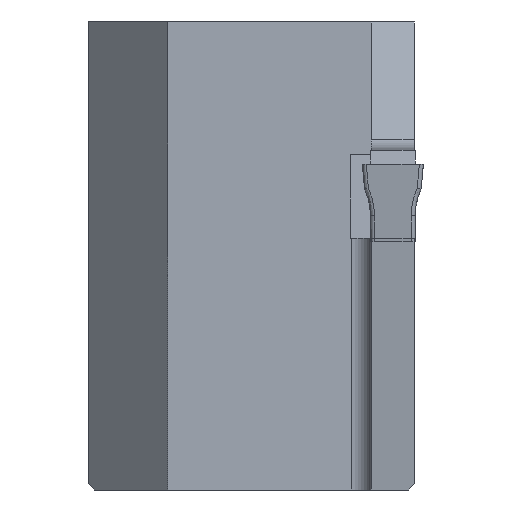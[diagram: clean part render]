
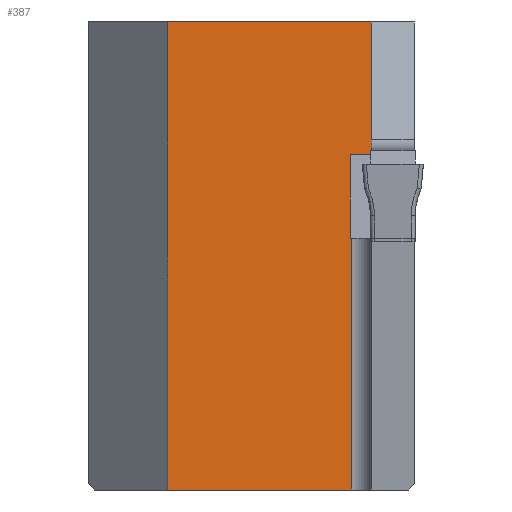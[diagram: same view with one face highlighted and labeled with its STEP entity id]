
A CAD part, left-side view. The second image highlights one B-rep face of the part: STEP entity #387.
In plain terms, the highlighted planar face has unit normal (-1, 0, 0).
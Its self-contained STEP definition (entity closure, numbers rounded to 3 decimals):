
#387=ADVANCED_FACE('',(#508),#459,.T.);
#459=PLANE('',#1592);
#508=FACE_OUTER_BOUND('',#580,.T.);
#580=EDGE_LOOP('',(#921,#922,#923,#924,#925,#926,#927,#928));
#649=LINE('',#2074,#773);
#656=LINE('',#2088,#780);
#659=LINE('',#2094,#783);
#670=LINE('',#2118,#794);
#671=LINE('',#2120,#795);
#672=LINE('',#2122,#796);
#673=LINE('',#2124,#797);
#674=LINE('',#2126,#798);
#773=VECTOR('',#1710,1.);
#780=VECTOR('',#1719,1.);
#783=VECTOR('',#1724,1.);
#794=VECTOR('',#1741,1.);
#795=VECTOR('',#1742,1.);
#796=VECTOR('',#1743,1.);
#797=VECTOR('',#1744,1.);
#798=VECTOR('',#1745,1.);
#921=ORIENTED_EDGE('',*,*,#1398,.F.);
#922=ORIENTED_EDGE('',*,*,#1388,.T.);
#923=ORIENTED_EDGE('',*,*,#1395,.F.);
#924=ORIENTED_EDGE('',*,*,#1409,.T.);
#925=ORIENTED_EDGE('',*,*,#1410,.T.);
#926=ORIENTED_EDGE('',*,*,#1411,.T.);
#927=ORIENTED_EDGE('',*,*,#1412,.F.);
#928=ORIENTED_EDGE('',*,*,#1413,.F.);
#1270=VERTEX_POINT('',#2073);
#1271=VERTEX_POINT('',#2075);
#1276=VERTEX_POINT('',#2087);
#1279=VERTEX_POINT('',#2095);
#1289=VERTEX_POINT('',#2119);
#1290=VERTEX_POINT('',#2121);
#1291=VERTEX_POINT('',#2123);
#1292=VERTEX_POINT('',#2125);
#1388=EDGE_CURVE('',#1271,#1270,#649,.T.);
#1395=EDGE_CURVE('',#1276,#1270,#656,.T.);
#1398=EDGE_CURVE('',#1271,#1279,#659,.T.);
#1409=EDGE_CURVE('',#1276,#1289,#670,.T.);
#1410=EDGE_CURVE('',#1289,#1290,#671,.T.);
#1411=EDGE_CURVE('',#1290,#1291,#672,.T.);
#1412=EDGE_CURVE('',#1292,#1291,#673,.T.);
#1413=EDGE_CURVE('',#1279,#1292,#674,.T.);
#1592=AXIS2_PLACEMENT_3D('',#2127,#1746,#1747);
#1710=DIRECTION('',(0.,0.,1.));
#1719=DIRECTION('',(0.,-1.,0.));
#1724=DIRECTION('',(0.,1.,0.));
#1741=DIRECTION('',(0.,0.,-1.));
#1742=DIRECTION('',(0.,-1.,0.));
#1743=DIRECTION('',(0.,0.,1.));
#1744=DIRECTION('',(0.,-1.,0.));
#1745=DIRECTION('',(0.,0.,-1.));
#1746=DIRECTION('',(-1.,0.,0.));
#1747=DIRECTION('',(0.,0.,1.));
#2073=CARTESIAN_POINT('',(13.,-13.9,7.));
#2074=CARTESIAN_POINT('',(13.,-13.9,7.));
#2075=CARTESIAN_POINT('',(13.,-13.9,0.48));
#2087=CARTESIAN_POINT('',(13.,-3.9,7.));
#2088=CARTESIAN_POINT('',(13.,16.15,7.));
#2094=CARTESIAN_POINT('',(13.,16.15,0.48));
#2095=CARTESIAN_POINT('',(13.,-12.85,0.48));
#2118=CARTESIAN_POINT('',(13.,-3.9,-25.));
#2119=CARTESIAN_POINT('',(13.,-3.9,-16.));
#2120=CARTESIAN_POINT('',(13.,16.15,-16.));
#2121=CARTESIAN_POINT('',(13.,-12.9,-16.));
#2122=CARTESIAN_POINT('',(13.,-12.9,-2.394));
#2123=CARTESIAN_POINT('',(13.,-12.9,-3.63));
#2124=CARTESIAN_POINT('',(13.,16.15,-3.63));
#2125=CARTESIAN_POINT('',(13.,-12.85,-3.63));
#2126=CARTESIAN_POINT('',(13.,-12.85,7.));
#2127=CARTESIAN_POINT('',(13.,16.15,7.));
